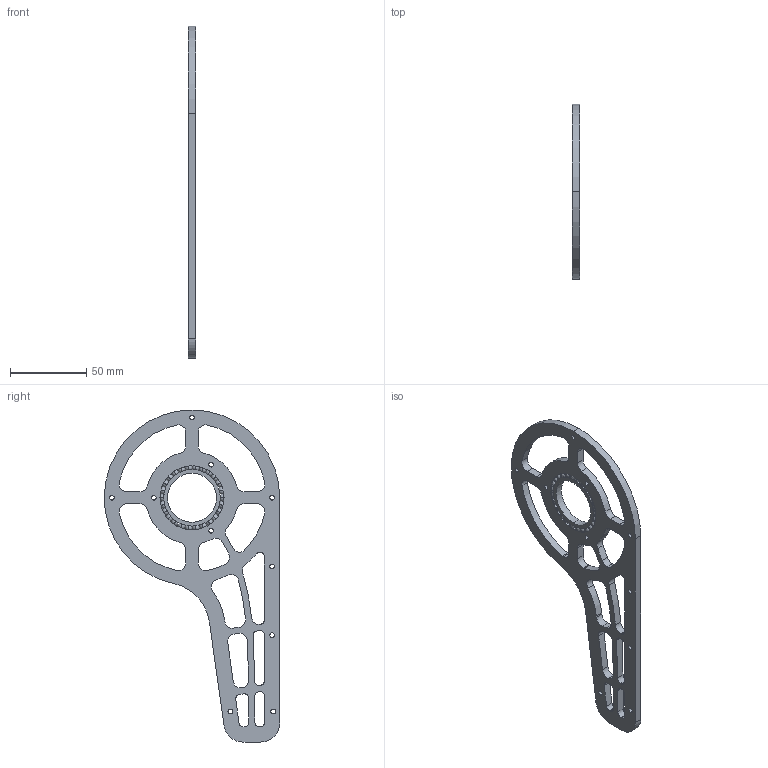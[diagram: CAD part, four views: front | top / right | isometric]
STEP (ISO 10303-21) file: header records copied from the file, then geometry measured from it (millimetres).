
FILE_DESCRIPTION (( 'STEP AP214' ), '1' );
FILE_NAME ('Spool Mount Right.STEP', '2025-02-18T11:41:57', ( '' ), ( '' ), 'SwSTEP 2.0', 'SolidWorks 2022', '' );
FILE_SCHEMA (( 'AUTOMOTIVE_DESIGN' ));
Length unit declared in the file: millimetre
Products named in the file (1): Spool Mount Right
Bounding box: 5 x 114.99 x 217.5 mm (x, y, z)
Volume: 43307.4 mm3; surface area: 29382.8 mm2
Topology: 28 solids, 28 shells, 194 faces, 586 edges, 396 vertices
Faces by surface type: cylinder 97, sphere 52, plane 31, bspline 8, torus 6
Entity records: 6223 total; most frequent: CARTESIAN_POINT 1129, DIRECTION 1068, ORIENTED_EDGE 912, EDGE_CURVE 456, AXIS2_PLACEMENT_3D 441, VERTEX_POINT 318, CIRCLE 254, EDGE_LOOP 240
